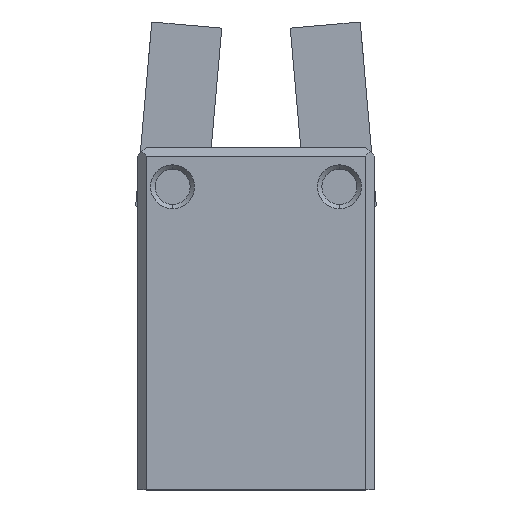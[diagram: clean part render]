
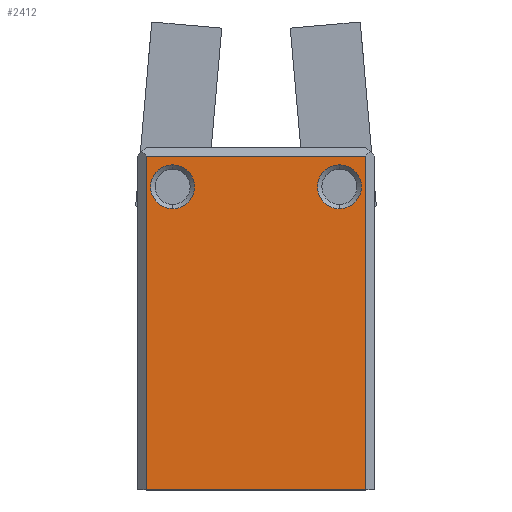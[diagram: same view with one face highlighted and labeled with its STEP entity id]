
A CAD part, top view. The second image highlights one B-rep face of the part: STEP entity #2412.
In plain terms, the highlighted planar face has unit normal (0, 0, 1).
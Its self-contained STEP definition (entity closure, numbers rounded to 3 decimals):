
#1012 = EDGE_CURVE( '', #2902, #2144, #2949, .T. );
#1280 = EDGE_CURVE( '', #2624, #2824, #3251, .T. );
#1424 = EDGE_CURVE( '', #2824, #2624, #3409, .T. );
#1694 = VERTEX_POINT( '', #3718 );
#1826 = VERTEX_POINT( '', #3864 );
#1852 = EDGE_CURVE( '', #1826, #2144, #3891, .T. );
#2144 = VERTEX_POINT( '', #4214 );
#2186 = VERTEX_POINT( '', #4258 );
#2308 = EDGE_CURVE( '', #2902, #1694, #4398, .T. );
#2412 = ADVANCED_FACE( '', ( #4524, #4525, #4526 ), #4527, .T. );
#2498 = EDGE_CURVE( '', #1694, #1826, #4621, .T. );
#2570 = VERTEX_POINT( '', #4704 );
#2624 = VERTEX_POINT( '', #4761 );
#2626 = EDGE_CURVE( '', #2570, #2186, #4763, .T. );
#2674 = EDGE_CURVE( '', #2186, #2570, #4817, .T. );
#2824 = VERTEX_POINT( '', #4982 );
#2902 = VERTEX_POINT( '', #5067 );
#2949 = LINE( '', #5112, #5113 );
#3251 = CIRCLE( '', #5518, 2.5 );
#3409 = CIRCLE( '', #5742, 2.5 );
#3718 = CARTESIAN_POINT( '', ( 12.5, 0., 10. ) );
#3864 = CARTESIAN_POINT( '', ( 12.5, 38., 10. ) );
#3891 = LINE( '', #6385, #6386 );
#4214 = CARTESIAN_POINT( '', ( -12.5, 38., 10. ) );
#4258 = CARTESIAN_POINT( '', ( -9.5, 37., 10. ) );
#4398 = LINE( '', #7083, #7084 );
#4524 = FACE_BOUND( '', #7237, .T. );
#4525 = FACE_BOUND( '', #7238, .T. );
#4526 = FACE_OUTER_BOUND( '', #7239, .T. );
#4527 = PLANE( '', #7240 );
#4621 = LINE( '', #7373, #7374 );
#4704 = CARTESIAN_POINT( '', ( -9.5, 32., 10. ) );
#4761 = CARTESIAN_POINT( '', ( 9.5, 32., 10. ) );
#4763 = CIRCLE( '', #7585, 2.5 );
#4817 = CIRCLE( '', #7664, 2.5 );
#4982 = CARTESIAN_POINT( '', ( 9.5, 37., 10. ) );
#5067 = CARTESIAN_POINT( '', ( -12.5, 0., 10. ) );
#5112 = CARTESIAN_POINT( '', ( -12.5, 0., 10. ) );
#5113 = VECTOR( '', #8056, 1. );
#5518 = AXIS2_PLACEMENT_3D( '', #8414, #8415, #8416 );
#5742 = AXIS2_PLACEMENT_3D( '', #8572, #8573, #8574 );
#6385 = CARTESIAN_POINT( '', ( 13.75, 38., 10. ) );
#6386 = VECTOR( '', #9136, 1. );
#7083 = CARTESIAN_POINT( '', ( -12.5, 0., 10. ) );
#7084 = VECTOR( '', #9749, 1. );
#7237 = EDGE_LOOP( '', ( #9930, #9931 ) );
#7238 = EDGE_LOOP( '', ( #9932, #9933 ) );
#7239 = EDGE_LOOP( '', ( #9934, #9935, #9936, #9937 ) );
#7240 = AXIS2_PLACEMENT_3D( '', #9938, #9939, #9940 );
#7373 = CARTESIAN_POINT( '', ( 12.5, 0., 10. ) );
#7374 = VECTOR( '', #10033, 1. );
#7585 = AXIS2_PLACEMENT_3D( '', #10187, #10188, #10189 );
#7664 = AXIS2_PLACEMENT_3D( '', #10246, #10247, #10248 );
#8056 = DIRECTION( '', ( 0., 1., 0. ) );
#8414 = CARTESIAN_POINT( '', ( 9.5, 34.5, 10. ) );
#8415 = DIRECTION( '', ( 0., 0., -1. ) );
#8416 = DIRECTION( '', ( 0., 1., 0. ) );
#8572 = CARTESIAN_POINT( '', ( 9.5, 34.5, 10. ) );
#8573 = DIRECTION( '', ( 0., 0., -1. ) );
#8574 = DIRECTION( '', ( 0., 1., 0. ) );
#9136 = DIRECTION( '', ( -1., 0., 0. ) );
#9749 = DIRECTION( '', ( 1., 0., 0. ) );
#9930 = ORIENTED_EDGE( '', *, *, #2674, .T. );
#9931 = ORIENTED_EDGE( '', *, *, #2626, .T. );
#9932 = ORIENTED_EDGE( '', *, *, #1424, .T. );
#9933 = ORIENTED_EDGE( '', *, *, #1280, .T. );
#9934 = ORIENTED_EDGE( '', *, *, #1012, .F. );
#9935 = ORIENTED_EDGE( '', *, *, #2308, .T. );
#9936 = ORIENTED_EDGE( '', *, *, #2498, .T. );
#9937 = ORIENTED_EDGE( '', *, *, #1852, .T. );
#9938 = CARTESIAN_POINT( '', ( 12.5, 0., 10. ) );
#9939 = DIRECTION( '', ( 0., 0., 1. ) );
#9940 = DIRECTION( '', ( 1., 0., 0. ) );
#10033 = DIRECTION( '', ( 0., 1., 0. ) );
#10187 = CARTESIAN_POINT( '', ( -9.5, 34.5, 10. ) );
#10188 = DIRECTION( '', ( 0., 0., -1. ) );
#10189 = DIRECTION( '', ( 0., 1., 0. ) );
#10246 = CARTESIAN_POINT( '', ( -9.5, 34.5, 10. ) );
#10247 = DIRECTION( '', ( 0., 0., -1. ) );
#10248 = DIRECTION( '', ( 0., 1., 0. ) );
